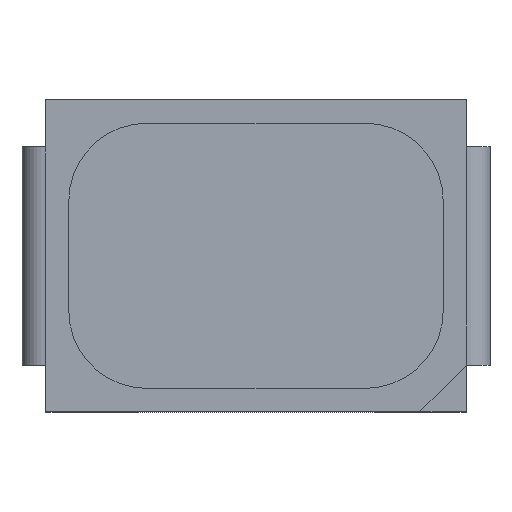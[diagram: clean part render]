
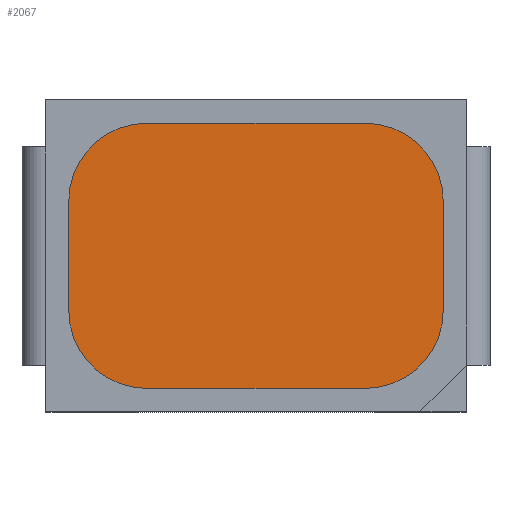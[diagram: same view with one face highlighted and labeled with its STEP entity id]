
A CAD part, top view. The second image highlights one B-rep face of the part: STEP entity #2067.
In plain terms, the highlighted planar face has unit normal (0, 0, 1).
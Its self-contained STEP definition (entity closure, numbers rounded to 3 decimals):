
#80=CIRCLE('',#2183,0.5);
#82=CIRCLE('',#2187,0.5);
#84=CIRCLE('',#2191,0.5);
#86=CIRCLE('',#2195,0.5);
#432=ORIENTED_EDGE('',*,*,#714,.T.);
#433=ORIENTED_EDGE('',*,*,#718,.T.);
#434=ORIENTED_EDGE('',*,*,#721,.T.);
#435=ORIENTED_EDGE('',*,*,#724,.T.);
#436=ORIENTED_EDGE('',*,*,#727,.T.);
#437=ORIENTED_EDGE('',*,*,#730,.T.);
#438=ORIENTED_EDGE('',*,*,#733,.T.);
#439=ORIENTED_EDGE('',*,*,#736,.T.);
#714=EDGE_CURVE('',#898,#899,#80,.T.);
#718=EDGE_CURVE('',#899,#902,#1084,.T.);
#721=EDGE_CURVE('',#902,#904,#82,.T.);
#724=EDGE_CURVE('',#904,#906,#1088,.T.);
#727=EDGE_CURVE('',#906,#908,#84,.T.);
#730=EDGE_CURVE('',#908,#910,#1092,.T.);
#733=EDGE_CURVE('',#910,#912,#86,.T.);
#736=EDGE_CURVE('',#912,#898,#1096,.T.);
#898=VERTEX_POINT('',#3008);
#899=VERTEX_POINT('',#3009);
#902=VERTEX_POINT('',#3017);
#904=VERTEX_POINT('',#3023);
#906=VERTEX_POINT('',#3029);
#908=VERTEX_POINT('',#3035);
#910=VERTEX_POINT('',#3041);
#912=VERTEX_POINT('',#3047);
#1084=LINE('',#3016,#1270);
#1088=LINE('',#3028,#1274);
#1092=LINE('',#3040,#1278);
#1096=LINE('',#3052,#1282);
#1270=VECTOR('',#2532,1000.);
#1274=VECTOR('',#2544,1000.);
#1278=VECTOR('',#2556,1000.);
#1282=VECTOR('',#2568,1000.);
#1403=EDGE_LOOP('',(#432,#433,#434,#435,#436,#437,#438,#439));
#1501=FACE_BOUND('',#1403,.T.);
#1578=PLANE('',#2199);
#2067=ADVANCED_FACE('',(#1501),#1578,.T.);
#2183=AXIS2_PLACEMENT_3D('',#3007,#2524,#2525);
#2187=AXIS2_PLACEMENT_3D('',#3022,#2537,#2538);
#2191=AXIS2_PLACEMENT_3D('',#3034,#2549,#2550);
#2195=AXIS2_PLACEMENT_3D('',#3046,#2561,#2562);
#2199=AXIS2_PLACEMENT_3D('',#3055,#2572,#2573);
#2524=DIRECTION('',(0.,0.,1.));
#2525=DIRECTION('',(1.,0.,0.));
#2532=DIRECTION('',(1.,0.,0.));
#2537=DIRECTION('',(0.,0.,1.));
#2538=DIRECTION('',(-1.,0.,0.));
#2544=DIRECTION('',(0.,1.,0.));
#2549=DIRECTION('',(0.,0.,1.));
#2550=DIRECTION('',(-1.,0.,0.));
#2556=DIRECTION('',(-1.,0.,0.));
#2561=DIRECTION('',(0.,0.,1.));
#2562=DIRECTION('',(1.,0.,0.));
#2568=DIRECTION('',(0.,-1.,0.));
#2572=DIRECTION('',(0.,0.,1.));
#2573=DIRECTION('',(1.,0.,0.));
#3007=CARTESIAN_POINT('',(-0.7,-0.35,0.));
#3008=CARTESIAN_POINT('',(-1.2,-0.35,0.));
#3009=CARTESIAN_POINT('',(-0.7,-0.85,0.));
#3016=CARTESIAN_POINT('',(-0.7,-0.85,0.));
#3017=CARTESIAN_POINT('',(0.7,-0.85,0.));
#3022=CARTESIAN_POINT('',(0.7,-0.35,0.));
#3023=CARTESIAN_POINT('',(1.2,-0.35,0.));
#3028=CARTESIAN_POINT('',(1.2,-0.35,0.));
#3029=CARTESIAN_POINT('',(1.2,0.35,0.));
#3034=CARTESIAN_POINT('',(0.7,0.35,0.));
#3035=CARTESIAN_POINT('',(0.7,0.85,0.));
#3040=CARTESIAN_POINT('',(-0.7,0.85,0.));
#3041=CARTESIAN_POINT('',(-0.7,0.85,0.));
#3046=CARTESIAN_POINT('',(-0.7,0.35,0.));
#3047=CARTESIAN_POINT('',(-1.2,0.35,0.));
#3052=CARTESIAN_POINT('',(-1.2,-0.35,0.));
#3055=CARTESIAN_POINT('',(-0.7,-0.35,0.));
